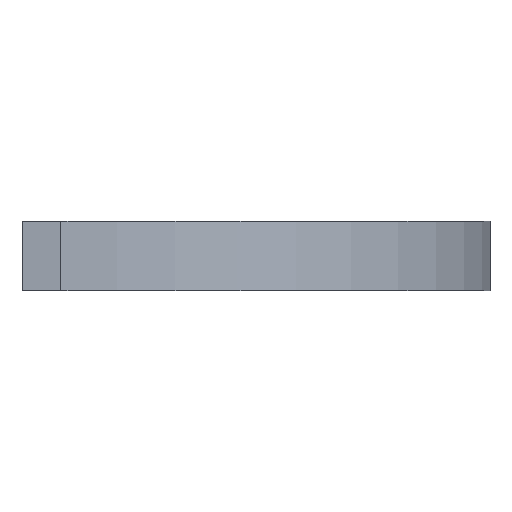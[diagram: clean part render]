
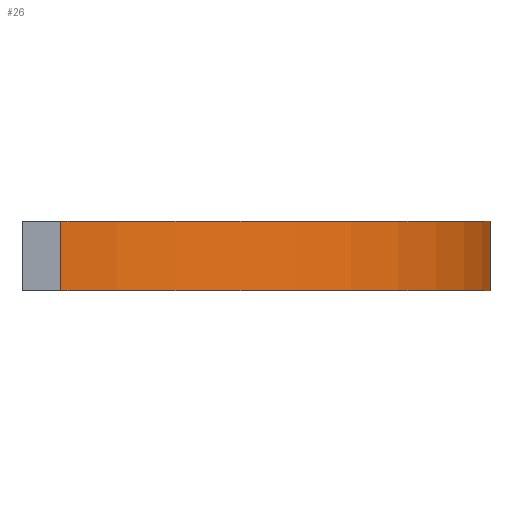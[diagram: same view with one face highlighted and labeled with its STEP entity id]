
A CAD part, left-side view. The second image highlights one B-rep face of the part: STEP entity #26.
In plain terms, the highlighted free-form (B-spline) face has degree [2, 1] with [7, 2] control points.
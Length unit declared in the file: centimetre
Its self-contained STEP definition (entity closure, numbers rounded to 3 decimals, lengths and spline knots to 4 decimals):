
#26=ADVANCED_FACE('',(#65),#586,.T.);
#65=FACE_OUTER_BOUND('',#109,.T.);
#109=EDGE_LOOP('',(#178,#179,#180,#181));
#178=ORIENTED_EDGE('',*,*,#326,.T.);
#179=ORIENTED_EDGE('',*,*,#329,.T.);
#180=ORIENTED_EDGE('',*,*,#323,.T.);
#181=ORIENTED_EDGE('',*,*,#330,.F.);
#323=EDGE_CURVE('',#496,#497,#480,.T.);
#326=EDGE_CURVE('',#500,#501,#410,.T.);
#329=EDGE_CURVE('',#501,#496,#482,.T.);
#330=EDGE_CURVE('',#500,#497,#483,.T.);
#410=B_SPLINE_CURVE_WITH_KNOTS('',1,(#872,#873),.UNSPECIFIED.,.F.,.F.,(2,
2),(-96.6208,-94.7144),.UNSPECIFIED.);
#480=(
BOUNDED_CURVE()
B_SPLINE_CURVE(1,(#865,#866),.UNSPECIFIED.,.F.,.F.)
B_SPLINE_CURVE_WITH_KNOTS((2,2),(0.,4.5654),.UNSPECIFIED.)
CURVE()
GEOMETRIC_REPRESENTATION_ITEM()
RATIONAL_B_SPLINE_CURVE((1.,1.))
REPRESENTATION_ITEM('')
);
#482=(
BOUNDED_CURVE()
B_SPLINE_CURVE(2,(#878,#879,#880,#881,#882,#883,#884),.UNSPECIFIED.,.F.,
 .F.)
B_SPLINE_CURVE_WITH_KNOTS((3,2,2,3),(-38.888,-37.6991,
-18.8496,0.),.UNSPECIFIED.)
CURVE()
GEOMETRIC_REPRESENTATION_ITEM()
RATIONAL_B_SPLINE_CURVE((1.,0.999,1.,0.707,1.,0.707,
1.))
REPRESENTATION_ITEM('')
);
#483=(
BOUNDED_CURVE()
B_SPLINE_CURVE(2,(#885,#886,#887,#888,#889,#890,#891),.UNSPECIFIED.,.F.,
 .F.)
B_SPLINE_CURVE_WITH_KNOTS((3,2,2,3),(-38.888,-37.6991,
-18.8496,0.),.UNSPECIFIED.)
CURVE()
GEOMETRIC_REPRESENTATION_ITEM()
RATIONAL_B_SPLINE_CURVE((1.,0.999,1.,0.707,1.,0.707,
1.))
REPRESENTATION_ITEM('')
);
#496=VERTEX_POINT('',#804);
#497=VERTEX_POINT('',#805);
#500=VERTEX_POINT('',#808);
#501=VERTEX_POINT('',#809);
#586=(
BOUNDED_SURFACE()
B_SPLINE_SURFACE(2,1,((#701,#702),(#703,#704),(#705,#706),(#707,#708),(#709,
#710),(#711,#712),(#713,#714)),.UNSPECIFIED.,.F.,.F.,.F.)
B_SPLINE_SURFACE_WITH_KNOTS((3,2,2,3),(2,2),(-38.888,-37.6991,
-18.8496,0.),(0.,4.5654),.UNSPECIFIED.)
GEOMETRIC_REPRESENTATION_ITEM()
RATIONAL_B_SPLINE_SURFACE(((0.965,0.965),(0.982,
0.982),(1.,1.),(0.707,0.707),(1.,1.),
(0.707,0.707),(1.,1.)))
REPRESENTATION_ITEM('')
SURFACE()
);
#701=CARTESIAN_POINT('',(1633.2129,-154.6989,256.3683));
#702=CARTESIAN_POINT('',(1633.2129,-154.6989,254.4618));
#703=CARTESIAN_POINT('',(1633.2608,-155.2308,256.3683));
#704=CARTESIAN_POINT('',(1633.2608,-155.2308,254.4618));
#705=CARTESIAN_POINT('',(1633.2608,-155.7648,256.3683));
#706=CARTESIAN_POINT('',(1633.2608,-155.7648,254.4618));
#707=CARTESIAN_POINT('',(1633.2608,-167.5182,256.3683));
#708=CARTESIAN_POINT('',(1633.2608,-167.5182,254.4618));
#709=CARTESIAN_POINT('',(1621.625,-167.5182,256.3683));
#710=CARTESIAN_POINT('',(1621.625,-167.5182,254.4618));
#711=CARTESIAN_POINT('',(1609.9892,-167.5182,256.3683));
#712=CARTESIAN_POINT('',(1609.9892,-167.5182,254.4618));
#713=CARTESIAN_POINT('',(1609.9892,-155.7648,256.3683));
#714=CARTESIAN_POINT('',(1609.9892,-155.7648,254.4618));
#804=CARTESIAN_POINT('',(1609.9892,-155.7648,256.3683));
#805=CARTESIAN_POINT('',(1609.9892,-155.7648,254.4618));
#808=CARTESIAN_POINT('',(1633.2129,-154.6989,254.4618));
#809=CARTESIAN_POINT('',(1633.2129,-154.6989,256.3683));
#865=CARTESIAN_POINT('',(1609.9892,-155.7648,256.3683));
#866=CARTESIAN_POINT('',(1609.9892,-155.7648,254.4618));
#872=CARTESIAN_POINT('',(1633.2129,-154.6989,254.4618));
#873=CARTESIAN_POINT('',(1633.2129,-154.6989,256.3683));
#878=CARTESIAN_POINT('',(1633.2129,-154.6989,256.3683));
#879=CARTESIAN_POINT('',(1633.2608,-155.2308,256.3683));
#880=CARTESIAN_POINT('',(1633.2608,-155.7648,256.3683));
#881=CARTESIAN_POINT('',(1633.2608,-167.5182,256.3683));
#882=CARTESIAN_POINT('',(1621.625,-167.5182,256.3683));
#883=CARTESIAN_POINT('',(1609.9892,-167.5182,256.3683));
#884=CARTESIAN_POINT('',(1609.9892,-155.7648,256.3683));
#885=CARTESIAN_POINT('',(1633.2129,-154.6989,254.4618));
#886=CARTESIAN_POINT('',(1633.2608,-155.2308,254.4618));
#887=CARTESIAN_POINT('',(1633.2608,-155.7648,254.4618));
#888=CARTESIAN_POINT('',(1633.2608,-167.5182,254.4618));
#889=CARTESIAN_POINT('',(1621.625,-167.5182,254.4618));
#890=CARTESIAN_POINT('',(1609.9892,-167.5182,254.4618));
#891=CARTESIAN_POINT('',(1609.9892,-155.7648,254.4618));
